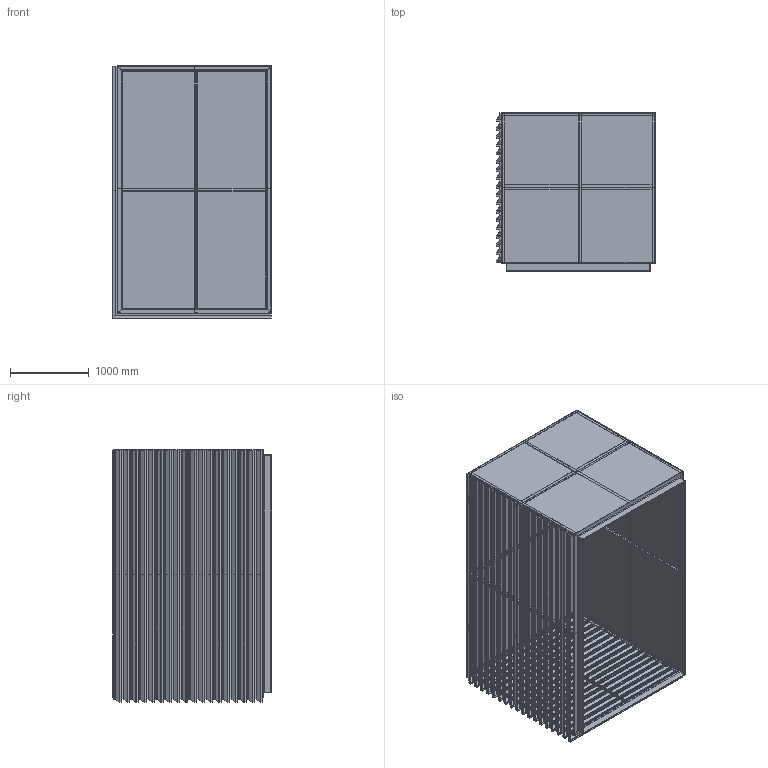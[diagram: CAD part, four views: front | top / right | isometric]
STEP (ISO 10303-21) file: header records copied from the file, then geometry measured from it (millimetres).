
FILE_DESCRIPTION(('FreeCAD Model'),'2;1');
FILE_NAME('Open CASCADE Shape Model','2025-05-01T19:10:49',('FreeCAD'),( 'FreeCAD'),'Open CASCADE STEP processor 7.6','FreeCAD','Unknown');
FILE_SCHEMA(('AUTOMOTIVE_DESIGN { 1 0 10303 214 1 1 1 1 }'));
Products named in the file (1): Open CASCADE STEP translator 7.6 1
Bounding box: 2016.44 x 2003.26 x 3201.02 mm (x, y, z)
Volume: 114356970.5 mm3; surface area: 80222680.3 mm2
Topology: 161 solids, 161 shells, 2496 faces, 5922 edges, 3748 vertices
Faces by surface type: bspline 2496
Entity records: 64316 total; most frequent: CARTESIAN_POINT 28753, ORIENTED_EDGE 11844, EDGE_CURVE 5922, B_SPLINE_CURVE_WITH_KNOTS 4334, VERTEX_POINT 3748, FACE_BOUND 2590, EDGE_LOOP 2590, ADVANCED_FACE 2496
